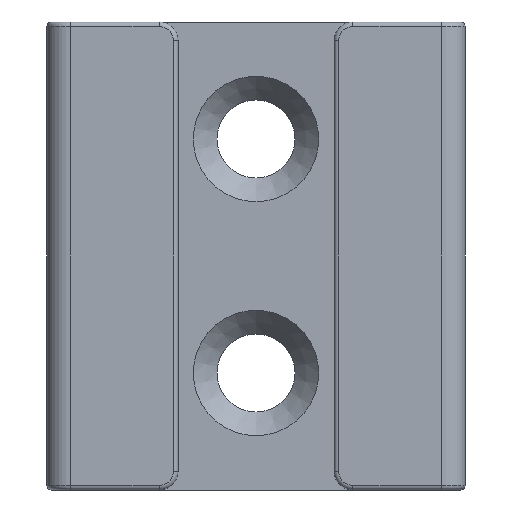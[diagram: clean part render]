
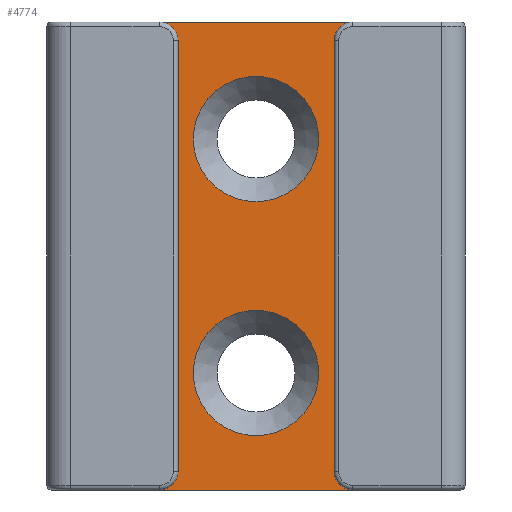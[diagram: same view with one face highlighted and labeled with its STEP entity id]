
A CAD part, front view. The second image highlights one B-rep face of the part: STEP entity #4774.
In plain terms, the highlighted planar face has unit normal (0, -1, 0).
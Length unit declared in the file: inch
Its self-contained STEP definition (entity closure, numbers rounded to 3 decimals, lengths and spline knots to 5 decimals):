
#153 = CARTESIAN_POINT ( 'NONE',  ( 0.25, 0.03, 0.69 ) ) ;
#193 = ORIENTED_EDGE ( 'NONE', *, *, #1508, .F. ) ;
#210 = VERTEX_POINT ( 'NONE', #153 ) ;
#271 = ORIENTED_EDGE ( 'NONE', *, *, #4232, .T. ) ;
#278 = VERTEX_POINT ( 'NONE', #5722 ) ;
#287 = CIRCLE ( 'NONE', #1056, 0.06 ) ;
#300 = VECTOR ( 'NONE', #5565, 39.37008 ) ;
#302 = CARTESIAN_POINT ( 'NONE',  ( 0.31, 0.03, -0.69 ) ) ;
#352 = PLANE ( 'NONE',  #686 ) ;
#355 = DIRECTION ( 'NONE',  ( 0., 0., -1. ) ) ;
#370 = AXIS2_PLACEMENT_3D ( 'NONE', #1162, #4354, #1527 ) ;
#417 = CARTESIAN_POINT ( 'NONE',  ( 0.25, 0.03, 0.75 ) ) ;
#480 = CARTESIAN_POINT ( 'NONE',  ( 0.25, 0.03, 0.75 ) ) ;
#536 = DIRECTION ( 'NONE',  ( 1., 0., 0. ) ) ;
#602 = EDGE_CURVE ( 'NONE', #5281, #1474, #5860, .T. ) ;
#686 = AXIS2_PLACEMENT_3D ( 'NONE', #417, #5013, #2618 ) ;
#775 = ORIENTED_EDGE ( 'NONE', *, *, #4698, .F. ) ;
#779 = AXIS2_PLACEMENT_3D ( 'NONE', #1567, #1107, #5556 ) ;
#875 = CARTESIAN_POINT ( 'NONE',  ( 0., 0.03, -0.375 ) ) ;
#1056 = AXIS2_PLACEMENT_3D ( 'NONE', #3636, #1385, #5463 ) ;
#1076 = CARTESIAN_POINT ( 'NONE',  ( 0.25, 0.03, -0.69 ) ) ;
#1107 = DIRECTION ( 'NONE',  ( 0., 1., 0. ) ) ;
#1162 = CARTESIAN_POINT ( 'NONE',  ( -0.31, 0.03, -0.69 ) ) ;
#1186 = DIRECTION ( 'NONE',  ( 0., -1., 0. ) ) ;
#1345 = DIRECTION ( 'NONE',  ( 0., 0., -1. ) ) ;
#1385 = DIRECTION ( 'NONE',  ( 0., 1., 0. ) ) ;
#1427 = VERTEX_POINT ( 'NONE', #4946 ) ;
#1474 = VERTEX_POINT ( 'NONE', #3628 ) ;
#1508 = EDGE_CURVE ( 'NONE', #4346, #1427, #4676, .T. ) ;
#1527 = DIRECTION ( 'NONE',  ( 0., 0., 1. ) ) ;
#1533 = CARTESIAN_POINT ( 'NONE',  ( 0., 0.03, -0.57605 ) ) ;
#1567 = CARTESIAN_POINT ( 'NONE',  ( -0.31, 0.03, 0.69 ) ) ;
#1641 = AXIS2_PLACEMENT_3D ( 'NONE', #875, #1186, #3032 ) ;
#1734 = CIRCLE ( 'NONE', #2500, 0.06 ) ;
#1875 = ORIENTED_EDGE ( 'NONE', *, *, #3238, .T. ) ;
#1932 = EDGE_CURVE ( 'NONE', #1474, #278, #2115, .T. ) ;
#1980 = VERTEX_POINT ( 'NONE', #1076 ) ;
#2005 = EDGE_LOOP ( 'NONE', ( #5011 ) ) ;
#2020 = CARTESIAN_POINT ( 'NONE',  ( 0., 0.03, 0.17395 ) ) ;
#2021 = CIRCLE ( 'NONE', #779, 0.06 ) ;
#2061 = FACE_BOUND ( 'NONE', #3904, .T. ) ;
#2115 = CIRCLE ( 'NONE', #370, 0.06 ) ;
#2259 = FACE_OUTER_BOUND ( 'NONE', #5469, .T. ) ;
#2495 = ORIENTED_EDGE ( 'NONE', *, *, #3978, .F. ) ;
#2500 = AXIS2_PLACEMENT_3D ( 'NONE', #302, #3018, #2557 ) ;
#2509 = VECTOR ( 'NONE', #536, 39.37008 ) ;
#2540 = ORIENTED_EDGE ( 'NONE', *, *, #602, .T. ) ;
#2551 = VERTEX_POINT ( 'NONE', #3296 ) ;
#2557 = DIRECTION ( 'NONE',  ( 0., 0., 1. ) ) ;
#2618 = DIRECTION ( 'NONE',  ( 0., 0., 1. ) ) ;
#2840 = CARTESIAN_POINT ( 'NONE',  ( -0.25, 0.03, 0.69 ) ) ;
#2857 = LINE ( 'NONE', #480, #300 ) ;
#2953 = ORIENTED_EDGE ( 'NONE', *, *, #1932, .T. ) ;
#3018 = DIRECTION ( 'NONE',  ( 0., 1., 0. ) ) ;
#3032 = DIRECTION ( 'NONE',  ( 0., 0., -1. ) ) ;
#3238 = EDGE_CURVE ( 'NONE', #4346, #5281, #2021, .T. ) ;
#3240 = EDGE_CURVE ( 'NONE', #278, #2551, #4765, .T. ) ;
#3277 = CARTESIAN_POINT ( 'NONE',  ( 0.25, 0.03, -0.75 ) ) ;
#3296 = CARTESIAN_POINT ( 'NONE',  ( 0.31, 0.03, -0.75 ) ) ;
#3458 = FACE_BOUND ( 'NONE', #2005, .T. ) ;
#3478 = CARTESIAN_POINT ( 'NONE',  ( -0.31, 0.03, 0.75 ) ) ;
#3546 = DIRECTION ( 'NONE',  ( 0., -1., 0. ) ) ;
#3628 = CARTESIAN_POINT ( 'NONE',  ( -0.25, 0.03, -0.69 ) ) ;
#3636 = CARTESIAN_POINT ( 'NONE',  ( 0.31, 0.03, 0.69 ) ) ;
#3904 = EDGE_LOOP ( 'NONE', ( #2495 ) ) ;
#3944 = AXIS2_PLACEMENT_3D ( 'NONE', #4559, #3546, #355 ) ;
#3978 = EDGE_CURVE ( 'NONE', #4293, #4293, #4498, .T. ) ;
#4151 = EDGE_CURVE ( 'NONE', #210, #1427, #287, .T. ) ;
#4232 = EDGE_CURVE ( 'NONE', #2551, #1980, #1734, .T. ) ;
#4293 = VERTEX_POINT ( 'NONE', #2020 ) ;
#4346 = VERTEX_POINT ( 'NONE', #3478 ) ;
#4354 = DIRECTION ( 'NONE',  ( 0., 1., 0. ) ) ;
#4402 = VECTOR ( 'NONE', #5599, 39.37008 ) ;
#4410 = CARTESIAN_POINT ( 'NONE',  ( -0.25, 0.03, 0.75 ) ) ;
#4498 = CIRCLE ( 'NONE', #3944, 0.20105 ) ;
#4559 = CARTESIAN_POINT ( 'NONE',  ( 0., 0.03, 0.375 ) ) ;
#4585 = EDGE_CURVE ( 'NONE', #5652, #5652, #4794, .T. ) ;
#4659 = ORIENTED_EDGE ( 'NONE', *, *, #3240, .T. ) ;
#4676 = LINE ( 'NONE', #5526, #4402 ) ;
#4698 = EDGE_CURVE ( 'NONE', #210, #1980, #2857, .T. ) ;
#4765 = LINE ( 'NONE', #3277, #2509 ) ;
#4774 = ADVANCED_FACE ( 'NONE', ( #2061, #3458, #2259 ), #352, .F. ) ;
#4794 = CIRCLE ( 'NONE', #1641, 0.20105 ) ;
#4946 = CARTESIAN_POINT ( 'NONE',  ( 0.31, 0.03, 0.75 ) ) ;
#5011 = ORIENTED_EDGE ( 'NONE', *, *, #4585, .F. ) ;
#5013 = DIRECTION ( 'NONE',  ( 0., 1., 0. ) ) ;
#5281 = VERTEX_POINT ( 'NONE', #2840 ) ;
#5411 = ORIENTED_EDGE ( 'NONE', *, *, #4151, .T. ) ;
#5463 = DIRECTION ( 'NONE',  ( 0., 0., 1. ) ) ;
#5469 = EDGE_LOOP ( 'NONE', ( #4659, #271, #775, #5411, #193, #1875, #2540, #2953 ) ) ;
#5526 = CARTESIAN_POINT ( 'NONE',  ( 0.25, 0.03, 0.75 ) ) ;
#5556 = DIRECTION ( 'NONE',  ( 0., 0., 1. ) ) ;
#5565 = DIRECTION ( 'NONE',  ( 0., 0., -1. ) ) ;
#5599 = DIRECTION ( 'NONE',  ( 1., 0., 0. ) ) ;
#5652 = VERTEX_POINT ( 'NONE', #1533 ) ;
#5722 = CARTESIAN_POINT ( 'NONE',  ( -0.31, 0.03, -0.75 ) ) ;
#5835 = VECTOR ( 'NONE', #1345, 39.37008 ) ;
#5860 = LINE ( 'NONE', #4410, #5835 ) ;
